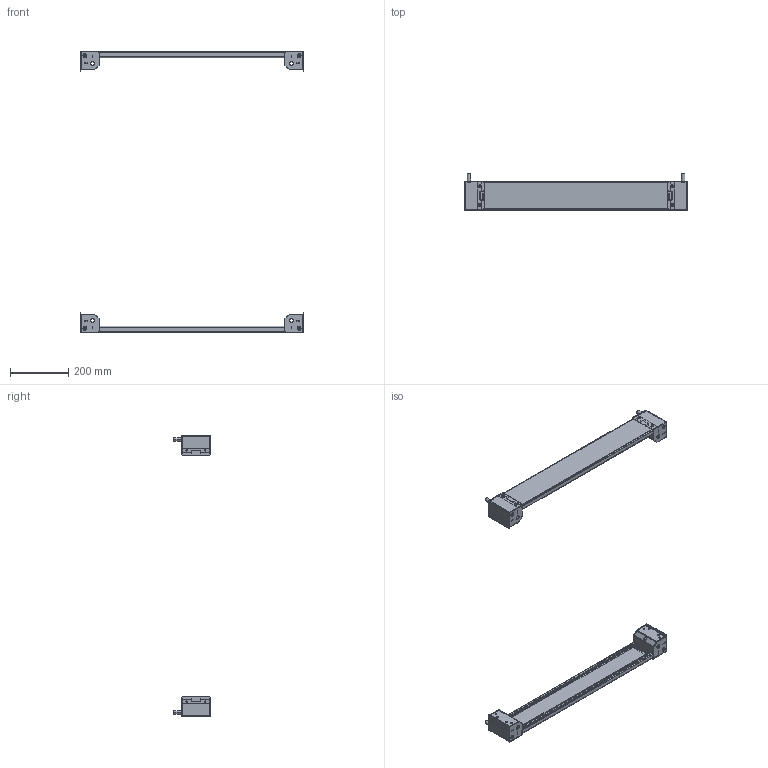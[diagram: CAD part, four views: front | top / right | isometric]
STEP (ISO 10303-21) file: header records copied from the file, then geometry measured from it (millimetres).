
FILE_DESCRIPTION (( 'STEP AP203' ), '1' );
FILE_NAME ('UR13614210080 Ýëåìåíòû ïåðåäíèé è çàäíèé öîêîëÿ 100ìì RS52 80.00 RAL7021 (2øò) (000.136.061-03).STEP', '2022-04-13T08:14:10', ( '' ), ( '' ), 'SwSTEP 2.0', 'SolidWorks 2017', '' );
FILE_SCHEMA (( 'CONFIG_CONTROL_DESIGN' ));
Length unit declared in the file: millimetre
Products named in the file (11): 024-447 ﾊ濱00 RAL 7021; Âèíò DIN 7500 C TORX_Œ5å12; Âèíò DIN 7500 M TORX_Œ5å16 (çñà­ë©); 008-461 Ñòåíêà ïðîôèëüíàÿ; 000.137.045 Ñîåäèíèòåëü óãëîâîé_00 RAl 7021; 070-65 Ïàíåëü öîêîëÿ RS52_03 (00.80); 024-446 砑僔蠂縺; Âèíò DIN 912_Œ12å35; 嵑殧趌6402_12; UR13614210080 Ýëåìåíòû ïåðåäíèé è çàäíèé öîêîëÿ 100ìì RS52 80.00 RAL7021 (2øò) (000.136.061-03); 嵑殧趌11371_12
Assembly tree (41 placements, depth 3):
  UR13614210080 Ýëåìåíòû ïåðåäíèé è çàäíèé öîêîëÿ 100ìì RS52 80.00 RAL7021 (2øò) (000.136.061-03)
    000.137.045 Ñîåäèíèòåëü óãëîâîé_00 RAl 7021  x4
      008-461 Ñòåíêà ïðîôèëüíàÿ
      024-446 砑僔蠂縺
    070-65 Ïàíåëü öîêîëÿ RS52_03 (00.80)  x2
    Âèíò DIN 7500 C TORX_Œ5å12  x8
    024-447 ﾊ濱00 RAL 7021  x4
    Âèíò DIN 7500 M TORX_Œ5å16 (çñà­ë©)  x8
    嵑殧趌11371_12  x4
    嵑殧趌6402_12  x4
    Âèíò DIN 912_Œ12å35  x4
Bounding box: 762.2 x 126.5 x 963.8 mm (x, y, z)
Volume: 719823.5 mm3; surface area: 749581.6 mm2
Topology: 46 solids, 46 shells, 2448 faces, 6512 edges, 4156 vertices
Faces by surface type: plane 1252, cylinder 1020, cone 96, torus 48, bspline 16, sphere 16
Entity records: 25268 total; most frequent: CARTESIAN_POINT 4459, DIRECTION 3912, ORIENTED_EDGE 3834, EDGE_CURVE 1917, VECTOR 1308, LINE 1308, AXIS2_PLACEMENT_3D 1302, VERTEX_POINT 1227
